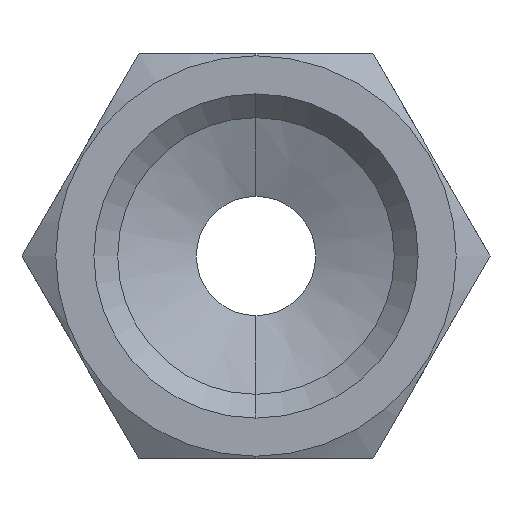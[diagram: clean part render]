
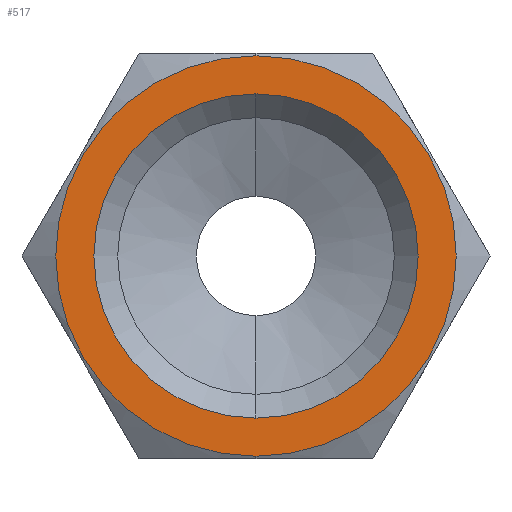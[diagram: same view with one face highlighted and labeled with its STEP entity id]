
A CAD part, front view. The second image highlights one B-rep face of the part: STEP entity #517.
In plain terms, the highlighted planar face has unit normal (0, -1, 0).
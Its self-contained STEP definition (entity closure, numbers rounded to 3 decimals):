
#24 = DIRECTION ( 'NONE',  ( 0., 0., -1. ) ) ;
#25 = CARTESIAN_POINT ( 'NONE',  ( 0., 0., 0. ) ) ;
#26 = DIRECTION ( 'NONE',  ( 0., -1., 0. ) ) ;
#133 = VERTEX_POINT ( 'NONE', #1240 ) ;
#134 = VERTEX_POINT ( 'NONE', #1251 ) ;
#150 = VERTEX_POINT ( 'NONE', #300 ) ;
#164 = VERTEX_POINT ( 'NONE', #310 ) ;
#233 = ORIENTED_EDGE ( 'NONE', *, *, #541, .T. ) ;
#234 = ORIENTED_EDGE ( 'NONE', *, *, #468, .F. ) ;
#235 = ORIENTED_EDGE ( 'NONE', *, *, #409, .F. ) ;
#246 = EDGE_LOOP ( 'NONE', ( #234, #235 ) ) ;
#247 = EDGE_LOOP ( 'NONE', ( #233, #1001 ) ) ;
#274 = CARTESIAN_POINT ( 'NONE',  ( 0., 0., 0. ) ) ;
#275 = DIRECTION ( 'NONE',  ( 0., -1., 0. ) ) ;
#276 = DIRECTION ( 'NONE',  ( 0., 0., -1. ) ) ;
#300 = CARTESIAN_POINT ( 'NONE',  ( 0., 0., 6.8 ) ) ;
#307 = DIRECTION ( 'NONE',  ( 0., 0., -1. ) ) ;
#310 = CARTESIAN_POINT ( 'NONE',  ( 0., 0., 8.4 ) ) ;
#341 = CARTESIAN_POINT ( 'NONE',  ( 0., 0., 0. ) ) ;
#349 = DIRECTION ( 'NONE',  ( 0., -1., 0. ) ) ;
#380 = AXIS2_PLACEMENT_3D ( 'NONE', #274, #275, #276 ) ;
#381 = CIRCLE ( 'NONE', #380, 6.8 ) ;
#409 = EDGE_CURVE ( 'NONE', #150, #134, #381, .T. ) ;
#420 = EDGE_CURVE ( 'NONE', #133, #164, #1301, .T. ) ;
#468 = EDGE_CURVE ( 'NONE', #134, #150, #1295, .T. ) ;
#517 = ADVANCED_FACE ( 'NONE', ( #1053, #1052 ), #759, .T. ) ;
#541 = EDGE_CURVE ( 'NONE', #164, #133, #663, .T. ) ;
#628 = AXIS2_PLACEMENT_3D ( 'NONE', #758, #757, #756 ) ;
#663 = CIRCLE ( 'NONE', #667, 8.4 ) ;
#667 = AXIS2_PLACEMENT_3D ( 'NONE', #25, #26, #24 ) ;
#756 = DIRECTION ( 'NONE',  ( 0., 0., -1. ) ) ;
#757 = DIRECTION ( 'NONE',  ( 0., -1., 0. ) ) ;
#758 = CARTESIAN_POINT ( 'NONE',  ( 0., 0., 0. ) ) ;
#759 = PLANE ( 'NONE',  #628 ) ;
#941 = DIRECTION ( 'NONE',  ( 0., 0., -1. ) ) ;
#942 = DIRECTION ( 'NONE',  ( 0., -1., 0. ) ) ;
#943 = CARTESIAN_POINT ( 'NONE',  ( 0., 0., 0. ) ) ;
#1001 = ORIENTED_EDGE ( 'NONE', *, *, #420, .T. ) ;
#1052 = FACE_OUTER_BOUND ( 'NONE', #247, .T. ) ;
#1053 = FACE_BOUND ( 'NONE', #246, .T. ) ;
#1240 = CARTESIAN_POINT ( 'NONE',  ( 0., 0., -8.4 ) ) ;
#1251 = CARTESIAN_POINT ( 'NONE',  ( 0., 0., -6.8 ) ) ;
#1293 = AXIS2_PLACEMENT_3D ( 'NONE', #943, #942, #941 ) ;
#1295 = CIRCLE ( 'NONE', #1293, 6.8 ) ;
#1301 = CIRCLE ( 'NONE', #1329, 8.4 ) ;
#1329 = AXIS2_PLACEMENT_3D ( 'NONE', #341, #349, #307 ) ;
